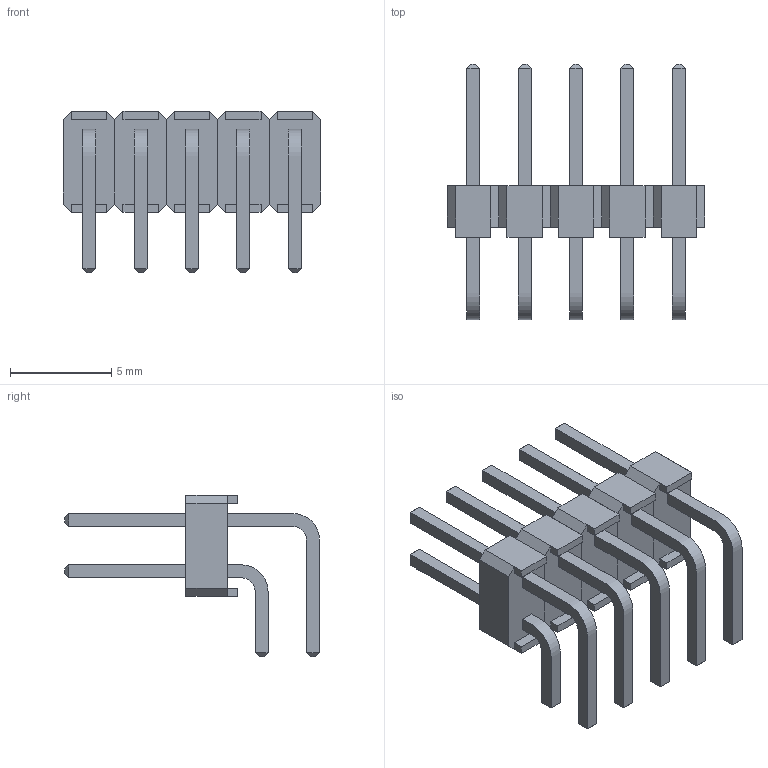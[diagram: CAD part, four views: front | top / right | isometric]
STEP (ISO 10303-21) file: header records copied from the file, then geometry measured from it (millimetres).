
FILE_DESCRIPTION (( 'STEP AP214' ), '1' );
FILE_NAME ('BG085-10-X-0600-300-0120.STEP', '2021-08-02T17:30:32', ( '' ), ( '' ), 'SwSTEP 2.0', 'SolidWorks 2020', '' );
FILE_SCHEMA (( 'AUTOMOTIVE_DESIGN' ));
Length unit declared in the file: millimetre
Products named in the file (1): BG085-10-X-0600-300-0120
Bounding box: 12.7 x 12.6 x 8 mm (x, y, z)
Volume: 186.5 mm3; surface area: 641.6 mm2
Topology: 5 solids, 5 shells, 270 faces, 700 edges, 460 vertices
Faces by surface type: plane 230, bspline 40
Entity records: 13364 total; most frequent: CARTESIAN_POINT 3831, ORIENTED_EDGE 1400, DIRECTION 1182, EDGE_CURVE 700, LINE 640, VECTOR 640, VERTEX_POINT 460, EDGE_LOOP 290
